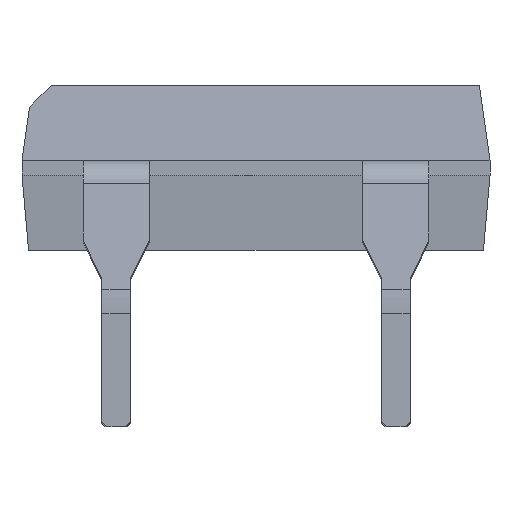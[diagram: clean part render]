
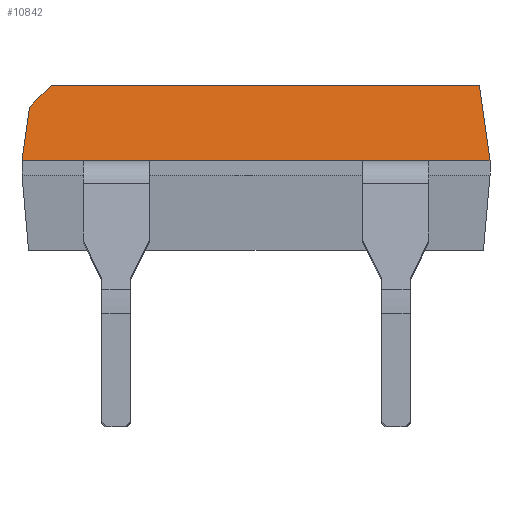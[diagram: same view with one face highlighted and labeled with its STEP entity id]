
A CAD part, left-side view. The second image highlights one B-rep face of the part: STEP entity #10842.
In plain terms, the highlighted planar face has unit normal (-0.99, 0, 0.139).
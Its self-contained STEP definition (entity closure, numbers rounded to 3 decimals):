
#257 = EDGE_LOOP ( 'NONE', ( #3184, #6058, #15351, #15299, #6014, #6026, #1951, #2730, #1706 ) ) ;
#718 = LINE ( 'NONE', #13020, #4423 ) ;
#726 = DIRECTION ( 'NONE',  ( 0., 1., 0. ) ) ;
#860 = VERTEX_POINT ( 'NONE', #12010 ) ;
#1179 = CARTESIAN_POINT ( 'NONE',  ( -2.98, -3.98, 3.749 ) ) ;
#1518 = VERTEX_POINT ( 'NONE', #9908 ) ;
#1706 = ORIENTED_EDGE ( 'NONE', *, *, #7539, .F. ) ;
#1951 = ORIENTED_EDGE ( 'NONE', *, *, #16241, .F. ) ;
#1975 = CARTESIAN_POINT ( 'NONE',  ( -3.25, 4.25, 1.83 ) ) ;
#2252 = DIRECTION ( 'NONE',  ( -0.099, 0.704, -0.704 ) ) ;
#2278 = VECTOR ( 'NONE', #4997, 1000. ) ;
#2684 = LINE ( 'NONE', #6991, #18007 ) ;
#2730 = ORIENTED_EDGE ( 'NONE', *, *, #17059, .F. ) ;
#3184 = ORIENTED_EDGE ( 'NONE', *, *, #13419, .F. ) ;
#3359 = LINE ( 'NONE', #15852, #2278 ) ;
#3499 = CARTESIAN_POINT ( 'NONE',  ( -3.057, 0., 3.2 ) ) ;
#3619 = VECTOR ( 'NONE', #7146, 1000. ) ;
#4369 = VECTOR ( 'NONE', #19960, 1000. ) ;
#4423 = VECTOR ( 'NONE', #2252, 1000. ) ;
#4501 = CARTESIAN_POINT ( 'NONE',  ( -3.25, 3.14, 1.83 ) ) ;
#4725 = VECTOR ( 'NONE', #6613, 1000. ) ;
#4997 = DIRECTION ( 'NONE',  ( 0., 1., 0. ) ) ;
#5129 = VERTEX_POINT ( 'NONE', #7086 ) ;
#5139 = LINE ( 'NONE', #14592, #12026 ) ;
#5428 = EDGE_CURVE ( 'NONE', #14316, #14586, #9202, .T. ) ;
#6014 = ORIENTED_EDGE ( 'NONE', *, *, #19784, .F. ) ;
#6026 = ORIENTED_EDGE ( 'NONE', *, *, #8864, .F. ) ;
#6043 = DIRECTION ( 'NONE',  ( -0.138, 0.138, -0.981 ) ) ;
#6058 = ORIENTED_EDGE ( 'NONE', *, *, #8777, .T. ) ;
#6320 = VERTEX_POINT ( 'NONE', #20030 ) ;
#6613 = DIRECTION ( 'NONE',  ( 0., 1., 0. ) ) ;
#6968 = FACE_OUTER_BOUND ( 'NONE', #257, .T. ) ;
#6991 = CARTESIAN_POINT ( 'NONE',  ( -3.057, -4.25, 3.2 ) ) ;
#7086 = CARTESIAN_POINT ( 'NONE',  ( -3.057, -4.057, 3.2 ) ) ;
#7146 = DIRECTION ( 'NONE',  ( 0., 1., 0. ) ) ;
#7539 = EDGE_CURVE ( 'NONE', #5129, #16327, #8932, .T. ) ;
#8207 = DIRECTION ( 'NONE',  ( -0.99, 0., 0.139 ) ) ;
#8777 = EDGE_CURVE ( 'NONE', #15823, #14316, #718, .T. ) ;
#8864 = EDGE_CURVE ( 'NONE', #1518, #6320, #16969, .T. ) ;
#8932 = LINE ( 'NONE', #1179, #4369 ) ;
#9101 = CARTESIAN_POINT ( 'NONE',  ( -2.999, 3.999, 3.613 ) ) ;
#9181 = CARTESIAN_POINT ( 'NONE',  ( -3.113, 4.113, 2.804 ) ) ;
#9191 = CARTESIAN_POINT ( 'NONE',  ( -3.25, 4.25, 1.83 ) ) ;
#9202 = LINE ( 'NONE', #9101, #16702 ) ;
#9754 = CARTESIAN_POINT ( 'NONE',  ( -3.25, -4.25, 1.83 ) ) ;
#9769 = AXIS2_PLACEMENT_3D ( 'NONE', #3499, #8207, #726 ) ;
#9908 = CARTESIAN_POINT ( 'NONE',  ( -3.25, -1.94, 1.83 ) ) ;
#9959 = PLANE ( 'NONE',  #9769 ) ;
#10842 = ADVANCED_FACE ( 'NONE', ( #6968 ), #9959, .T. ) ;
#10953 = DIRECTION ( 'NONE',  ( 0., 1., 0. ) ) ;
#11478 = LINE ( 'NONE', #13432, #3619 ) ;
#12010 = CARTESIAN_POINT ( 'NONE',  ( -3.25, -3.14, 1.83 ) ) ;
#12026 = VECTOR ( 'NONE', #19528, 1000. ) ;
#13020 = CARTESIAN_POINT ( 'NONE',  ( -2.799, 1.877, 5.04 ) ) ;
#13419 = EDGE_CURVE ( 'NONE', #15823, #5129, #2684, .T. ) ;
#13432 = CARTESIAN_POINT ( 'NONE',  ( -3.25, 3.14, 1.83 ) ) ;
#14316 = VERTEX_POINT ( 'NONE', #9181 ) ;
#14586 = VERTEX_POINT ( 'NONE', #1975 ) ;
#14592 = CARTESIAN_POINT ( 'NONE',  ( -3.25, 4.25, 1.83 ) ) ;
#14886 = DIRECTION ( 'NONE',  ( 0., -1., 0. ) ) ;
#15253 = CARTESIAN_POINT ( 'NONE',  ( -3.057, 3.717, 3.2 ) ) ;
#15299 = ORIENTED_EDGE ( 'NONE', *, *, #19280, .F. ) ;
#15351 = ORIENTED_EDGE ( 'NONE', *, *, #5428, .T. ) ;
#15823 = VERTEX_POINT ( 'NONE', #15253 ) ;
#15852 = CARTESIAN_POINT ( 'NONE',  ( -3.25, 4.25, 1.83 ) ) ;
#15862 = VERTEX_POINT ( 'NONE', #4501 ) ;
#16030 = LINE ( 'NONE', #16317, #4725 ) ;
#16241 = EDGE_CURVE ( 'NONE', #860, #1518, #16030, .T. ) ;
#16317 = CARTESIAN_POINT ( 'NONE',  ( -3.25, -3.14, 1.83 ) ) ;
#16327 = VERTEX_POINT ( 'NONE', #9754 ) ;
#16702 = VECTOR ( 'NONE', #6043, 1000. ) ;
#16969 = LINE ( 'NONE', #9191, #19099 ) ;
#17059 = EDGE_CURVE ( 'NONE', #16327, #860, #5139, .T. ) ;
#18007 = VECTOR ( 'NONE', #14886, 1000. ) ;
#19099 = VECTOR ( 'NONE', #10953, 1000. ) ;
#19280 = EDGE_CURVE ( 'NONE', #15862, #14586, #3359, .T. ) ;
#19528 = DIRECTION ( 'NONE',  ( 0., 1., 0. ) ) ;
#19784 = EDGE_CURVE ( 'NONE', #6320, #15862, #11478, .T. ) ;
#19960 = DIRECTION ( 'NONE',  ( -0.138, -0.138, -0.981 ) ) ;
#20030 = CARTESIAN_POINT ( 'NONE',  ( -3.25, 1.94, 1.83 ) ) ;
